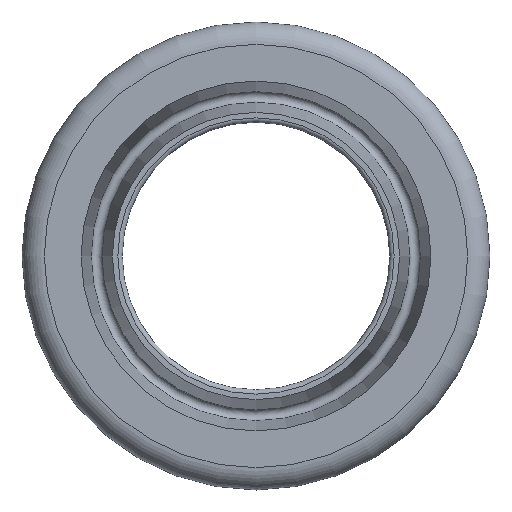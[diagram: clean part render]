
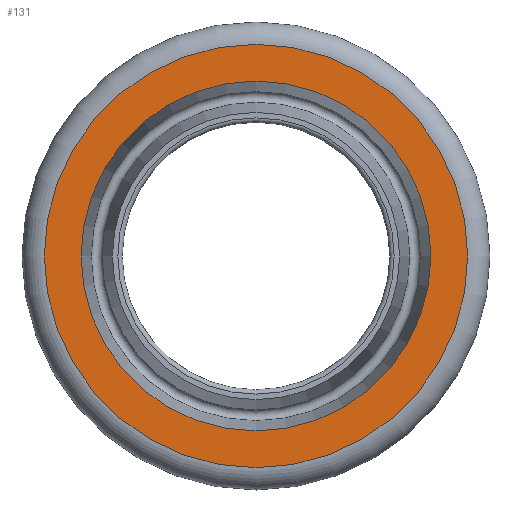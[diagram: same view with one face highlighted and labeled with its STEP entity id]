
A CAD part, left-side view. The second image highlights one B-rep face of the part: STEP entity #131.
In plain terms, the highlighted planar face has unit normal (-1, 0, 0).
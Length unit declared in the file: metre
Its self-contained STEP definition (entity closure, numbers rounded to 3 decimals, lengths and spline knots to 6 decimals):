
#131 = ADVANCED_FACE( '', ( #280, #281 ), #282, .T. );
#280 = FACE_OUTER_BOUND( '', #432, .T. );
#281 = FACE_BOUND( '', #433, .T. );
#282 = PLANE( '', #434 );
#432 = EDGE_LOOP( '', ( #713 ) );
#433 = EDGE_LOOP( '', ( #714 ) );
#434 = AXIS2_PLACEMENT_3D( '', #715, #716, #717 );
#713 = ORIENTED_EDGE( '', *, *, #868, .F. );
#714 = ORIENTED_EDGE( '', *, *, #883, .T. );
#715 = CARTESIAN_POINT( '', ( 0.0015, 0.0095, 0. ) );
#716 = DIRECTION( '', ( -1., 0., 0. ) );
#717 = DIRECTION( '', ( 0., 0., 1. ) );
#868 = EDGE_CURVE( '', #1036, #1036, #1037, .T. );
#883 = EDGE_CURVE( '', #1059, #1059, #1060, .T. );
#1036 = VERTEX_POINT( '', #1293 );
#1037 = CIRCLE( '', #1294, 0.0095 );
#1059 = VERTEX_POINT( '', #1321 );
#1060 = CIRCLE( '', #1322, 0.007848 );
#1293 = CARTESIAN_POINT( '', ( 0.0015, 0., -0.0095 ) );
#1294 = AXIS2_PLACEMENT_3D( '', #1460, #1461, #1462 );
#1321 = CARTESIAN_POINT( '', ( 0.0015, 0., -0.007848 ) );
#1322 = AXIS2_PLACEMENT_3D( '', #1480, #1481, #1482 );
#1460 = CARTESIAN_POINT( '', ( 0.0015, 0., 0. ) );
#1461 = DIRECTION( '', ( 1., 0., 0. ) );
#1462 = DIRECTION( '', ( 0., 0., -1. ) );
#1480 = CARTESIAN_POINT( '', ( 0.0015, 0., 0. ) );
#1481 = DIRECTION( '', ( 1., 0., 0. ) );
#1482 = DIRECTION( '', ( 0., 0., -1. ) );
